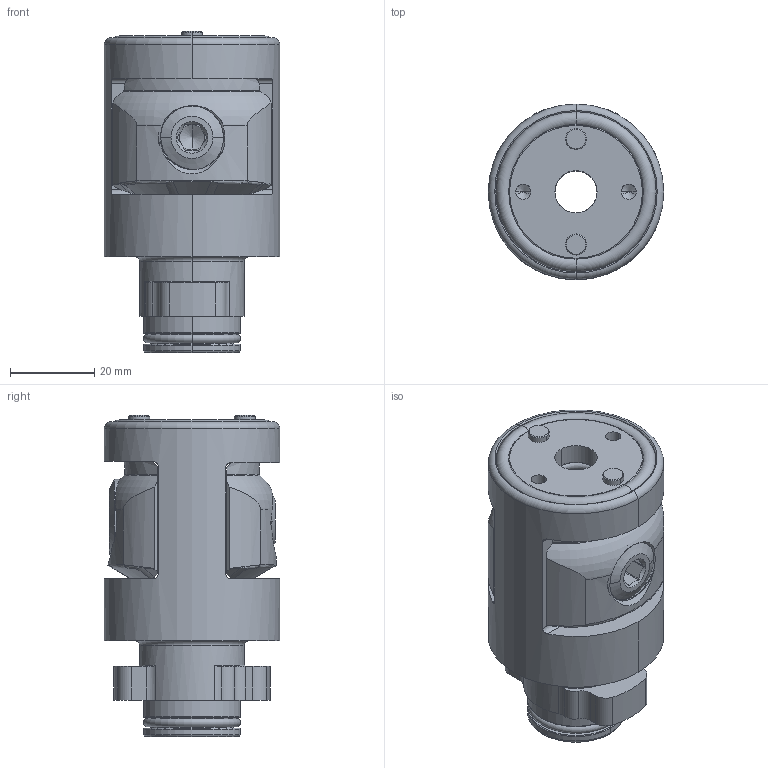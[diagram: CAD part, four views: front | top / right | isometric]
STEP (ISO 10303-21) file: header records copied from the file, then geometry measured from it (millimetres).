
FILE_DESCRIPTION((''),'2;1');
FILE_NAME('KS80-09-MQL1_SW0001','2010-06-30T',('schmiedtm'),(''),'PRO/ENGINEER BY PARAMETRIC TECHNOLOGY CORPORATION, 2008250','PRO/ENGINEER BY PARAMETRIC TECHNOLOGY CORPORATION, 2008250','');
FILE_SCHEMA(('AUTOMOTIVE_DESIGN_CC2 { 1 2 10303 214 -1 1 5 2 }'));
Products named in the file (1): KS80-09-MQL1_SW0001
Bounding box: 41.6 x 41.6 x 76.17 mm (x, y, z)
Volume: 68786.8 mm3; surface area: 25795.6 mm2
Topology: 1 solids, 3 shells, 438 faces, 1194 edges, 749 vertices
Faces by surface type: cylinder 144, bspline 80, plane 73, torus 71, cone 70
Entity records: 52987 total; most frequent: CARTESIAN_POINT 39718, ORIENTED_EDGE 2368, DIRECTION 1815, EDGE_CURVE 1184, AXIS2_PLACEMENT_3D 760, VERTEX_POINT 749, B_SPLINE_CURVE_WITH_KNOTS 487, EDGE_LOOP 475
